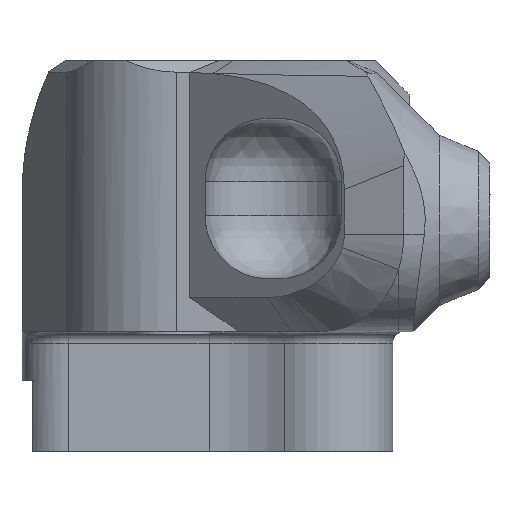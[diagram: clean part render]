
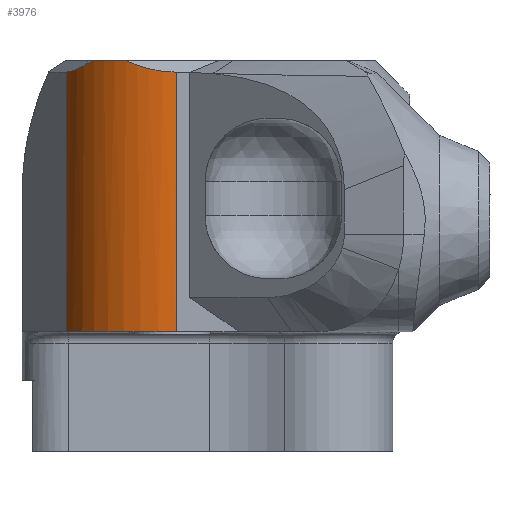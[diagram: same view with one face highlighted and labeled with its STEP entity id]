
A CAD part, front view. The second image highlights one B-rep face of the part: STEP entity #3976.
In plain terms, the highlighted cylindrical face has radius 10 mm (diameter 20 mm), a partial arc.
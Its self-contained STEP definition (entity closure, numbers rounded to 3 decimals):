
#41=ELLIPSE('',#4245,14.142,10.);
#42=ELLIPSE('',#4247,14.142,10.);
#249=FACE_OUTER_BOUND('',#480,.T.);
#480=EDGE_LOOP('',(#2819,#2820,#2821,#2822,#2823,#2824,#2825));
#711=CIRCLE('',#4246,10.);
#712=CIRCLE('',#4248,10.);
#888=B_SPLINE_CURVE_WITH_KNOTS('',3,(#13673,#13674,#13675,#13676,#13677,
#13678,#13679,#13680,#13681,#13682,#13683,#13684,#13685),.UNSPECIFIED.,
 .F.,.F.,(4,3,3,3,4),(5.831,5.879,5.903,
5.951,5.96),.UNSPECIFIED.);
#943=LINE('',#13664,#1314);
#944=LINE('',#13668,#1315);
#1314=VECTOR('',#4689,10.);
#1315=VECTOR('',#4692,10.);
#1762=VERTEX_POINT('',#13660);
#1763=VERTEX_POINT('',#13661);
#1764=VERTEX_POINT('',#13663);
#1765=VERTEX_POINT('',#13665);
#1766=VERTEX_POINT('',#13667);
#1767=VERTEX_POINT('',#13669);
#1768=VERTEX_POINT('',#13671);
#2177=EDGE_CURVE('',#1762,#1763,#41,.T.);
#2178=EDGE_CURVE('',#1763,#1764,#943,.T.);
#2179=EDGE_CURVE('',#1764,#1765,#711,.T.);
#2180=EDGE_CURVE('',#1765,#1766,#944,.T.);
#2181=EDGE_CURVE('',#1766,#1767,#42,.T.);
#2182=EDGE_CURVE('',#1767,#1768,#712,.T.);
#2183=EDGE_CURVE('',#1768,#1762,#888,.T.);
#2819=ORIENTED_EDGE('',*,*,#2177,.T.);
#2820=ORIENTED_EDGE('',*,*,#2178,.T.);
#2821=ORIENTED_EDGE('',*,*,#2179,.T.);
#2822=ORIENTED_EDGE('',*,*,#2180,.T.);
#2823=ORIENTED_EDGE('',*,*,#2181,.T.);
#2824=ORIENTED_EDGE('',*,*,#2182,.T.);
#2825=ORIENTED_EDGE('',*,*,#2183,.T.);
#3912=CYLINDRICAL_SURFACE('',#4244,10.);
#3976=ADVANCED_FACE('',(#249),#3912,.T.);
#4244=AXIS2_PLACEMENT_3D('',#13659,#4685,#4686);
#4245=AXIS2_PLACEMENT_3D('',#13662,#4687,#4688);
#4246=AXIS2_PLACEMENT_3D('',#13666,#4690,#4691);
#4247=AXIS2_PLACEMENT_3D('',#13670,#4693,#4694);
#4248=AXIS2_PLACEMENT_3D('',#13672,#4695,#4696);
#4685=DIRECTION('center_axis',(0.,0.,
-1.));
#4686=DIRECTION('ref_axis',(0.,-1.,0.));
#4687=DIRECTION('center_axis',(0.676,0.206,-0.707));
#4688=DIRECTION('ref_axis',(-0.676,-0.206,-0.707));
#4689=DIRECTION('',(0.,0.,-1.));
#4690=DIRECTION('center_axis',(0.,0.,
1.));
#4691=DIRECTION('ref_axis',(0.,-1.,0.));
#4692=DIRECTION('',(0.,0.,1.));
#4693=DIRECTION('center_axis',(0.,0.707,
-0.707));
#4694=DIRECTION('ref_axis',(0.,-0.707,-0.707));
#4695=DIRECTION('center_axis',(0.,0.,
-1.));
#4696=DIRECTION('ref_axis',(0.,-1.,0.));
#13659=CARTESIAN_POINT('Origin',(41.224,50.742,63.619));
#13660=CARTESIAN_POINT('',(33.187,44.792,86.797));
#13661=CARTESIAN_POINT('',(31.659,47.827,86.219));
#13662=CARTESIAN_POINT('Origin',(41.224,50.742,96.219));
#13663=CARTESIAN_POINT('',(31.659,47.827,63.619));
#13664=CARTESIAN_POINT('',(31.659,47.827,63.619));
#13665=CARTESIAN_POINT('',(41.224,40.742,63.619));
#13666=CARTESIAN_POINT('Origin',(41.224,50.742,63.619));
#13667=CARTESIAN_POINT('',(41.224,40.742,86.219));
#13668=CARTESIAN_POINT('',(41.224,40.742,63.619));
#13669=CARTESIAN_POINT('',(36.865,41.742,87.219));
#13670=CARTESIAN_POINT('Origin',(41.224,50.742,96.219));
#13671=CARTESIAN_POINT('',(34.039,43.787,87.219));
#13672=CARTESIAN_POINT('Origin',(41.224,50.742,87.219));
#13673=CARTESIAN_POINT('Ctrl Pts',(34.039,43.787,87.219));
#13674=CARTESIAN_POINT('Ctrl Pts',(33.925,43.905,87.169));
#13675=CARTESIAN_POINT('Ctrl Pts',(33.814,44.025,87.118));
#13676=CARTESIAN_POINT('Ctrl Pts',(33.707,44.148,87.066));
#13677=CARTESIAN_POINT('Ctrl Pts',(33.653,44.209,87.041));
#13678=CARTESIAN_POINT('Ctrl Pts',(33.6,44.271,87.014));
#13679=CARTESIAN_POINT('Ctrl Pts',(33.547,44.334,86.988));
#13680=CARTESIAN_POINT('Ctrl Pts',(33.443,44.46,86.935));
#13681=CARTESIAN_POINT('Ctrl Pts',(33.341,44.588,86.882));
#13682=CARTESIAN_POINT('Ctrl Pts',(33.243,44.718,86.827));
#13683=CARTESIAN_POINT('Ctrl Pts',(33.224,44.742,86.817));
#13684=CARTESIAN_POINT('Ctrl Pts',(33.206,44.767,86.807));
#13685=CARTESIAN_POINT('Ctrl Pts',(33.187,44.792,86.797));
